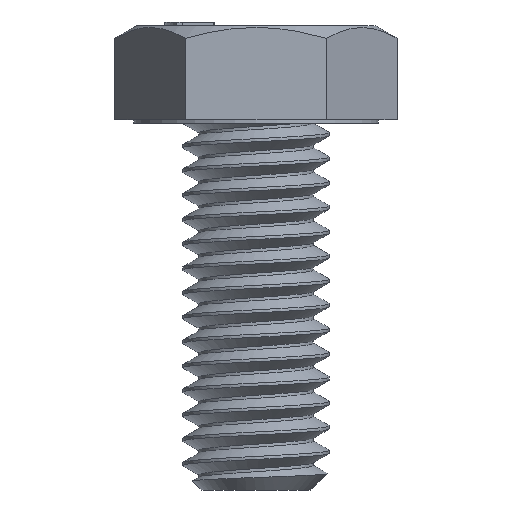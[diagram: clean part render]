
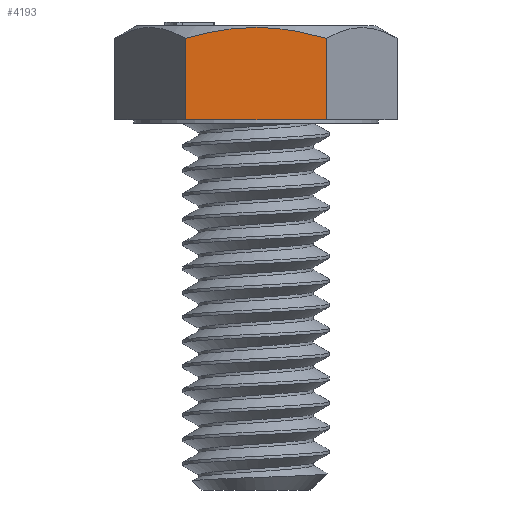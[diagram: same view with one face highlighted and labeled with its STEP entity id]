
A CAD part, left-side view. The second image highlights one B-rep face of the part: STEP entity #4193.
In plain terms, the highlighted planar face has unit normal (-1, 0, 0).
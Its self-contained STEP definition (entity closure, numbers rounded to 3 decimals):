
#190 = CARTESIAN_POINT ( 'NONE',  ( -5., -2.887, 8.981 ) ) ;
#284 = CARTESIAN_POINT ( 'NONE',  ( -5., 2.887, 5.65 ) ) ;
#287 = EDGE_CURVE ( 'NONE', #2709, #4921, #6122, .T. ) ;
#308 = DIRECTION ( 'NONE',  ( 0., 0., 1. ) ) ;
#392 = DIRECTION ( 'NONE',  ( 0., 0., 1. ) ) ;
#417 = ORIENTED_EDGE ( 'NONE', *, *, #287, .F. ) ;
#447 = CARTESIAN_POINT ( 'NONE',  ( -5., 0., 9.428 ) ) ;
#474 = CARTESIAN_POINT ( 'NONE',  ( -5., 1.947, 9.228 ) ) ;
#500 = ORIENTED_EDGE ( 'NONE', *, *, #1559, .T. ) ;
#718 = CARTESIAN_POINT ( 'NONE',  ( -5., -0.973, 9.386 ) ) ;
#773 = CARTESIAN_POINT ( 'NONE',  ( -5., 2.887, -9.775 ) ) ;
#817 = VECTOR ( 'NONE', #4104, 1000. ) ;
#848 = PLANE ( 'NONE',  #2758 ) ;
#1229 = CARTESIAN_POINT ( 'NONE',  ( -5., -2.417, 9.117 ) ) ;
#1308 = B_SPLINE_CURVE_WITH_KNOTS ( 'NONE', 3,
 ( #3807, #1629, #5979, #474, #2632, #4897 ),
 .UNSPECIFIED., .F., .F.,
 ( 4, 2, 4 ),
 ( 0.008, 0.01, 0.011 ),
 .UNSPECIFIED. ) ;
#1445 = CARTESIAN_POINT ( 'NONE',  ( -5., 2.887, -9.775 ) ) ;
#1559 = EDGE_CURVE ( 'NONE', #4368, #4921, #1308, .T. ) ;
#1629 = CARTESIAN_POINT ( 'NONE',  ( -5., 0.489, 9.428 ) ) ;
#1739 = EDGE_LOOP ( 'NONE', ( #2144, #5087, #500, #417, #4033, #6757 ) ) ;
#1821 = EDGE_CURVE ( 'NONE', #7137, #4368, #2406, .T. ) ;
#1856 = VERTEX_POINT ( 'NONE', #3865 ) ;
#1871 = DIRECTION ( 'NONE',  ( 0., -1., 0. ) ) ;
#1976 = CARTESIAN_POINT ( 'NONE',  ( -5., 2.887, 8.981 ) ) ;
#2048 = CARTESIAN_POINT ( 'NONE',  ( -5., 0., 5.65 ) ) ;
#2070 = EDGE_CURVE ( 'NONE', #5082, #1856, #3674, .T. ) ;
#2144 = ORIENTED_EDGE ( 'NONE', *, *, #2929, .T. ) ;
#2403 = CARTESIAN_POINT ( 'NONE',  ( -5., -0.488, 9.428 ) ) ;
#2406 = B_SPLINE_CURVE_WITH_KNOTS ( 'NONE', 3,
 ( #190, #1229, #4004, #718, #2403, #4591 ),
 .UNSPECIFIED., .F., .F.,
 ( 4, 2, 4 ),
 ( 0.005, 0.007, 0.008 ),
 .UNSPECIFIED. ) ;
#2443 = VECTOR ( 'NONE', #308, 1000. ) ;
#2570 = VECTOR ( 'NONE', #2671, 1000. ) ;
#2632 = CARTESIAN_POINT ( 'NONE',  ( -5., 2.42, 9.116 ) ) ;
#2671 = DIRECTION ( 'NONE',  ( 0., -1., 0. ) ) ;
#2709 = VERTEX_POINT ( 'NONE', #284 ) ;
#2758 = AXIS2_PLACEMENT_3D ( 'NONE', #773, #5312, #1871 ) ;
#2806 = LINE ( 'NONE', #3123, #2570 ) ;
#2929 = EDGE_CURVE ( 'NONE', #1856, #7137, #5420, .T. ) ;
#2975 = CARTESIAN_POINT ( 'NONE',  ( -5., 2.887, 5.65 ) ) ;
#3123 = CARTESIAN_POINT ( 'NONE',  ( -5., 2.887, 5.65 ) ) ;
#3674 = LINE ( 'NONE', #2975, #817 ) ;
#3807 = CARTESIAN_POINT ( 'NONE',  ( -5., 0., 9.428 ) ) ;
#3839 = FACE_OUTER_BOUND ( 'NONE', #1739, .T. ) ;
#3865 = CARTESIAN_POINT ( 'NONE',  ( -5., -2.887, 5.65 ) ) ;
#4004 = CARTESIAN_POINT ( 'NONE',  ( -5., -1.936, 9.23 ) ) ;
#4033 = ORIENTED_EDGE ( 'NONE', *, *, #5790, .T. ) ;
#4104 = DIRECTION ( 'NONE',  ( 0., -1., 0. ) ) ;
#4193 = ADVANCED_FACE ( 'NONE', ( #3839 ), #848, .T. ) ;
#4368 = VERTEX_POINT ( 'NONE', #447 ) ;
#4591 = CARTESIAN_POINT ( 'NONE',  ( -5., 0., 9.428 ) ) ;
#4897 = CARTESIAN_POINT ( 'NONE',  ( -5., 2.887, 8.981 ) ) ;
#4921 = VERTEX_POINT ( 'NONE', #1976 ) ;
#5082 = VERTEX_POINT ( 'NONE', #2048 ) ;
#5087 = ORIENTED_EDGE ( 'NONE', *, *, #1821, .T. ) ;
#5117 = CARTESIAN_POINT ( 'NONE',  ( -5., -2.887, 8.981 ) ) ;
#5312 = DIRECTION ( 'NONE',  ( -1., 0., 0. ) ) ;
#5321 = CARTESIAN_POINT ( 'NONE',  ( -5., -2.887, -9.775 ) ) ;
#5420 = LINE ( 'NONE', #5321, #2443 ) ;
#5790 = EDGE_CURVE ( 'NONE', #2709, #5082, #2806, .T. ) ;
#5979 = CARTESIAN_POINT ( 'NONE',  ( -5., 0.984, 9.385 ) ) ;
#6122 = LINE ( 'NONE', #1445, #7162 ) ;
#6757 = ORIENTED_EDGE ( 'NONE', *, *, #2070, .T. ) ;
#7137 = VERTEX_POINT ( 'NONE', #5117 ) ;
#7162 = VECTOR ( 'NONE', #392, 1000. ) ;
